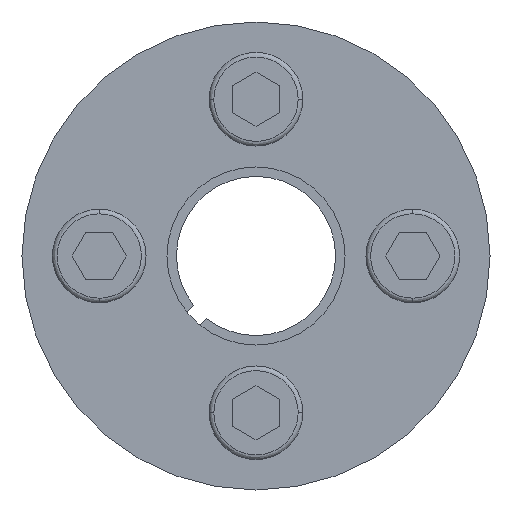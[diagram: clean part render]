
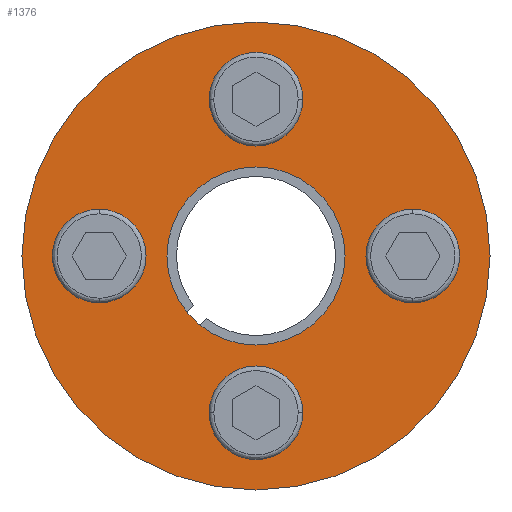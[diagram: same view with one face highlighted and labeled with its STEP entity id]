
A CAD part, left-side view. The second image highlights one B-rep face of the part: STEP entity #1376.
In plain terms, the highlighted planar face has unit normal (-1, 0, 0).
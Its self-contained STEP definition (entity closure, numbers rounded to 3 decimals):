
#99 = CARTESIAN_POINT ( 'NONE',  ( -25., 0., -16.75 ) ) ;
#103 = DIRECTION ( 'NONE',  ( 0., 0., -1. ) ) ;
#108 = EDGE_LOOP ( 'NONE', ( #1853, #2370 ) ) ;
#149 = CARTESIAN_POINT ( 'NONE',  ( -25., -16.75, -5. ) ) ;
#168 = VERTEX_POINT ( 'NONE', #1815 ) ;
#191 = CARTESIAN_POINT ( 'NONE',  ( -25., 0., 9.51 ) ) ;
#231 = CARTESIAN_POINT ( 'NONE',  ( -25., 0., 16.75 ) ) ;
#254 = DIRECTION ( 'NONE',  ( 0., 0., -1. ) ) ;
#298 = CARTESIAN_POINT ( 'NONE',  ( -25., 0., 0. ) ) ;
#313 = FACE_BOUND ( 'NONE', #1133, .T. ) ;
#320 = CIRCLE ( 'NONE', #2825, 5. ) ;
#373 = AXIS2_PLACEMENT_3D ( 'NONE', #1050, #2915, #254 ) ;
#381 = ORIENTED_EDGE ( 'NONE', *, *, #1764, .T. ) ;
#406 = CARTESIAN_POINT ( 'NONE',  ( -25., 16.75, -5. ) ) ;
#422 = DIRECTION ( 'NONE',  ( 0., 0., -1. ) ) ;
#439 = EDGE_LOOP ( 'NONE', ( #3130, #867 ) ) ;
#457 = CIRCLE ( 'NONE', #3066, 5. ) ;
#475 = DIRECTION ( 'NONE',  ( 0., 0., -1. ) ) ;
#487 = EDGE_CURVE ( 'NONE', #168, #2022, #2718, .T. ) ;
#540 = VERTEX_POINT ( 'NONE', #191 ) ;
#610 = CIRCLE ( 'NONE', #373, 5. ) ;
#667 = CARTESIAN_POINT ( 'NONE',  ( -25., 16.75, 0. ) ) ;
#690 = CARTESIAN_POINT ( 'NONE',  ( -25., 0., -16.75 ) ) ;
#691 = VERTEX_POINT ( 'NONE', #3254 ) ;
#702 = DIRECTION ( 'NONE',  ( 1., 0., 0. ) ) ;
#711 = FACE_BOUND ( 'NONE', #1572, .T. ) ;
#747 = CIRCLE ( 'NONE', #1130, 5. ) ;
#785 = EDGE_CURVE ( 'NONE', #691, #1097, #2933, .T. ) ;
#813 = EDGE_CURVE ( 'NONE', #1228, #3144, #2631, .T. ) ;
#815 = CIRCLE ( 'NONE', #891, 5. ) ;
#837 = ORIENTED_EDGE ( 'NONE', *, *, #1899, .T. ) ;
#841 = AXIS2_PLACEMENT_3D ( 'NONE', #1408, #3031, #1679 ) ;
#867 = ORIENTED_EDGE ( 'NONE', *, *, #2861, .T. ) ;
#891 = AXIS2_PLACEMENT_3D ( 'NONE', #667, #1689, #1141 ) ;
#926 = CARTESIAN_POINT ( 'NONE',  ( -25., 0., 25. ) ) ;
#936 = EDGE_CURVE ( 'NONE', #2161, #1188, #320, .T. ) ;
#951 = DIRECTION ( 'NONE',  ( 0., 0., -1. ) ) ;
#1011 = DIRECTION ( 'NONE',  ( 0., 0., -1. ) ) ;
#1020 = ORIENTED_EDGE ( 'NONE', *, *, #1715, .T. ) ;
#1050 = CARTESIAN_POINT ( 'NONE',  ( -25., -16.75, 0. ) ) ;
#1057 = CARTESIAN_POINT ( 'NONE',  ( -25., 0., -11.75 ) ) ;
#1077 = CARTESIAN_POINT ( 'NONE',  ( -25., 0., -25. ) ) ;
#1097 = VERTEX_POINT ( 'NONE', #1057 ) ;
#1130 = AXIS2_PLACEMENT_3D ( 'NONE', #3246, #3279, #1608 ) ;
#1133 = EDGE_LOOP ( 'NONE', ( #837, #3167 ) ) ;
#1141 = DIRECTION ( 'NONE',  ( 0., 0., -1. ) ) ;
#1188 = VERTEX_POINT ( 'NONE', #2408 ) ;
#1228 = VERTEX_POINT ( 'NONE', #1077 ) ;
#1265 = DIRECTION ( 'NONE',  ( 0., 0., -1. ) ) ;
#1330 = CIRCLE ( 'NONE', #2734, 25. ) ;
#1376 = ADVANCED_FACE ( 'NONE', ( #1538, #3239, #2503, #1378, #313, #711 ), #2287, .T. ) ;
#1378 = FACE_BOUND ( 'NONE', #439, .T. ) ;
#1408 = CARTESIAN_POINT ( 'NONE',  ( -25., 0., 0. ) ) ;
#1432 = VERTEX_POINT ( 'NONE', #149 ) ;
#1538 = FACE_OUTER_BOUND ( 'NONE', #108, .T. ) ;
#1562 = ORIENTED_EDGE ( 'NONE', *, *, #1879, .T. ) ;
#1572 = EDGE_LOOP ( 'NONE', ( #2188, #1020 ) ) ;
#1608 = DIRECTION ( 'NONE',  ( 0., 0., -1. ) ) ;
#1627 = EDGE_LOOP ( 'NONE', ( #381, #1562 ) ) ;
#1674 = CARTESIAN_POINT ( 'NONE',  ( -25., 0., 0. ) ) ;
#1679 = DIRECTION ( 'NONE',  ( 0., 0., -1. ) ) ;
#1689 = DIRECTION ( 'NONE',  ( 1., 0., 0. ) ) ;
#1714 = CARTESIAN_POINT ( 'NONE',  ( -25., -16.75, 5. ) ) ;
#1715 = EDGE_CURVE ( 'NONE', #1097, #691, #457, .T. ) ;
#1764 = EDGE_CURVE ( 'NONE', #2650, #540, #2525, .T. ) ;
#1775 = AXIS2_PLACEMENT_3D ( 'NONE', #298, #2106, #1875 ) ;
#1776 = EDGE_CURVE ( 'NONE', #2560, #1432, #1898, .T. ) ;
#1779 = CARTESIAN_POINT ( 'NONE',  ( -25., -16.75, 0. ) ) ;
#1815 = CARTESIAN_POINT ( 'NONE',  ( -25., 16.75, 5. ) ) ;
#1853 = ORIENTED_EDGE ( 'NONE', *, *, #813, .T. ) ;
#1875 = DIRECTION ( 'NONE',  ( 0., 0., -1. ) ) ;
#1879 = EDGE_CURVE ( 'NONE', #540, #2650, #3293, .T. ) ;
#1898 = CIRCLE ( 'NONE', #3180, 5. ) ;
#1899 = EDGE_CURVE ( 'NONE', #1432, #2560, #610, .T. ) ;
#2011 = DIRECTION ( 'NONE',  ( 0., 0., 1. ) ) ;
#2022 = VERTEX_POINT ( 'NONE', #406 ) ;
#2032 = CARTESIAN_POINT ( 'NONE',  ( -25., 0., -9.51 ) ) ;
#2058 = CARTESIAN_POINT ( 'NONE',  ( -25., 0., 11.75 ) ) ;
#2065 = EDGE_CURVE ( 'NONE', #2022, #168, #815, .T. ) ;
#2106 = DIRECTION ( 'NONE',  ( 1., 0., 0. ) ) ;
#2153 = ORIENTED_EDGE ( 'NONE', *, *, #2065, .T. ) ;
#2154 = AXIS2_PLACEMENT_3D ( 'NONE', #3120, #2545, #951 ) ;
#2161 = VERTEX_POINT ( 'NONE', #2058 ) ;
#2188 = ORIENTED_EDGE ( 'NONE', *, *, #785, .T. ) ;
#2287 = PLANE ( 'NONE',  #3314 ) ;
#2317 = DIRECTION ( 'NONE',  ( 1., 0., 0. ) ) ;
#2370 = ORIENTED_EDGE ( 'NONE', *, *, #2446, .T. ) ;
#2408 = CARTESIAN_POINT ( 'NONE',  ( -25., 0., 21.75 ) ) ;
#2446 = EDGE_CURVE ( 'NONE', #3144, #1228, #1330, .T. ) ;
#2451 = AXIS2_PLACEMENT_3D ( 'NONE', #2859, #2317, #475 ) ;
#2503 = FACE_BOUND ( 'NONE', #2576, .T. ) ;
#2525 = CIRCLE ( 'NONE', #2451, 9.51 ) ;
#2530 = CARTESIAN_POINT ( 'NONE',  ( -25., 0., 0. ) ) ;
#2545 = DIRECTION ( 'NONE',  ( 1., 0., 0. ) ) ;
#2560 = VERTEX_POINT ( 'NONE', #1714 ) ;
#2576 = EDGE_LOOP ( 'NONE', ( #2153, #2694 ) ) ;
#2631 = CIRCLE ( 'NONE', #841, 25. ) ;
#2650 = VERTEX_POINT ( 'NONE', #2032 ) ;
#2694 = ORIENTED_EDGE ( 'NONE', *, *, #487, .T. ) ;
#2718 = CIRCLE ( 'NONE', #2154, 5. ) ;
#2734 = AXIS2_PLACEMENT_3D ( 'NONE', #1674, #3009, #103 ) ;
#2798 = AXIS2_PLACEMENT_3D ( 'NONE', #99, #3296, #3005 ) ;
#2825 = AXIS2_PLACEMENT_3D ( 'NONE', #231, #3429, #1265 ) ;
#2844 = DIRECTION ( 'NONE',  ( 1., 0., 0. ) ) ;
#2859 = CARTESIAN_POINT ( 'NONE',  ( -25., 0., 0. ) ) ;
#2861 = EDGE_CURVE ( 'NONE', #1188, #2161, #747, .T. ) ;
#2915 = DIRECTION ( 'NONE',  ( 1., 0., 0. ) ) ;
#2933 = CIRCLE ( 'NONE', #2798, 5. ) ;
#3005 = DIRECTION ( 'NONE',  ( 0., 0., -1. ) ) ;
#3009 = DIRECTION ( 'NONE',  ( -1., 0., 0. ) ) ;
#3031 = DIRECTION ( 'NONE',  ( -1., 0., 0. ) ) ;
#3066 = AXIS2_PLACEMENT_3D ( 'NONE', #690, #702, #422 ) ;
#3120 = CARTESIAN_POINT ( 'NONE',  ( -25., 16.75, 0. ) ) ;
#3130 = ORIENTED_EDGE ( 'NONE', *, *, #936, .T. ) ;
#3144 = VERTEX_POINT ( 'NONE', #926 ) ;
#3167 = ORIENTED_EDGE ( 'NONE', *, *, #1776, .T. ) ;
#3180 = AXIS2_PLACEMENT_3D ( 'NONE', #1779, #2844, #1011 ) ;
#3239 = FACE_BOUND ( 'NONE', #1627, .T. ) ;
#3246 = CARTESIAN_POINT ( 'NONE',  ( -25., 0., 16.75 ) ) ;
#3254 = CARTESIAN_POINT ( 'NONE',  ( -25., 0., -21.75 ) ) ;
#3279 = DIRECTION ( 'NONE',  ( 1., 0., 0. ) ) ;
#3293 = CIRCLE ( 'NONE', #1775, 9.51 ) ;
#3296 = DIRECTION ( 'NONE',  ( 1., 0., 0. ) ) ;
#3314 = AXIS2_PLACEMENT_3D ( 'NONE', #2530, #3369, #2011 ) ;
#3369 = DIRECTION ( 'NONE',  ( -1., 0., 0. ) ) ;
#3429 = DIRECTION ( 'NONE',  ( 1., 0., 0. ) ) ;
